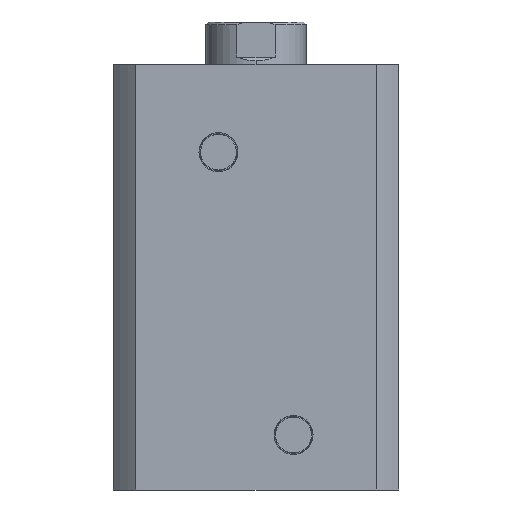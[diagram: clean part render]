
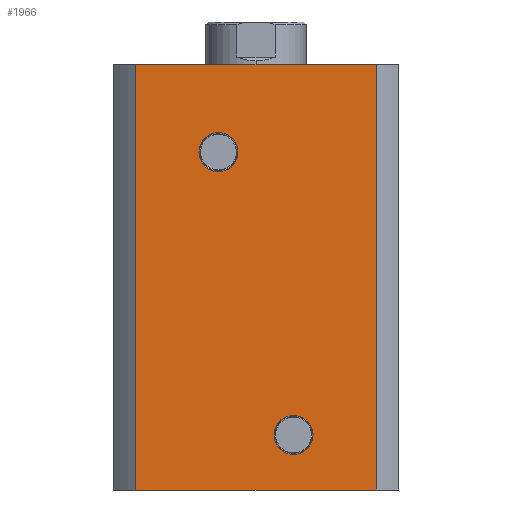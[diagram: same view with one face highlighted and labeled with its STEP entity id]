
A CAD part, left-side view. The second image highlights one B-rep face of the part: STEP entity #1966.
In plain terms, the highlighted planar face has unit normal (-1, 0, 0).
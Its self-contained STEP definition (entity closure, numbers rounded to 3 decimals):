
#269 = CIRCLE ( 'NONE', #1509, 7.797 ) ;
#281 = CIRCLE ( 'NONE', #2179, 7.797 ) ;
#500 = LINE ( 'NONE', #2506, #502 ) ;
#501 = LINE ( 'NONE', #2521, #511 ) ;
#502 = VECTOR ( 'NONE', #2500, 1000. ) ;
#503 = CIRCLE ( 'NONE', #2168, 7.797 ) ;
#504 = CIRCLE ( 'NONE', #2167, 7.797 ) ;
#505 = LINE ( 'NONE', #2515, #507 ) ;
#506 = LINE ( 'NONE', #2525, #509 ) ;
#507 = VECTOR ( 'NONE', #2516, 1000. ) ;
#509 = VECTOR ( 'NONE', #2527, 1000. ) ;
#511 = VECTOR ( 'NONE', #2528, 1000. ) ;
#712 = FACE_OUTER_BOUND ( 'NONE', #3275, .T. ) ;
#724 = FACE_BOUND ( 'NONE', #3272, .T. ) ;
#727 = FACE_BOUND ( 'NONE', #3266, .T. ) ;
#873 = DIRECTION ( 'NONE',  ( 1., 0., 0. ) ) ;
#878 = CARTESIAN_POINT ( 'NONE',  ( -57., 0., 170. ) ) ;
#880 = PLANE ( 'NONE',  #2057 ) ;
#882 = DIRECTION ( 'NONE',  ( 0., 1., 0. ) ) ;
#1103 = CARTESIAN_POINT ( 'NONE',  ( -57., 15., 127.203 ) ) ;
#1145 = CARTESIAN_POINT ( 'NONE',  ( -57., 47.971, 0. ) ) ;
#1147 = CARTESIAN_POINT ( 'NONE',  ( -57., -47.971, 0. ) ) ;
#1151 = CARTESIAN_POINT ( 'NONE',  ( -57., 15., 142.797 ) ) ;
#1161 = CARTESIAN_POINT ( 'NONE',  ( -57., -15., 14.203 ) ) ;
#1162 = CARTESIAN_POINT ( 'NONE',  ( -57., -15., 29.797 ) ) ;
#1203 = CARTESIAN_POINT ( 'NONE',  ( -57., -47.971, 170. ) ) ;
#1231 = CARTESIAN_POINT ( 'NONE',  ( -57., 47.971, 170. ) ) ;
#1370 = DIRECTION ( 'NONE',  ( 0., 0., 1. ) ) ;
#1372 = DIRECTION ( 'NONE',  ( -1., 0., 0. ) ) ;
#1373 = CARTESIAN_POINT ( 'NONE',  ( -57., -15., 22. ) ) ;
#1509 = AXIS2_PLACEMENT_3D ( 'NONE', #1373, #1372, #1370 ) ;
#1572 = EDGE_CURVE ( 'NONE', #3552, #3553, #269, .T. ) ;
#1580 = EDGE_CURVE ( 'NONE', #2958, #3542, #281, .T. ) ;
#1712 = EDGE_CURVE ( 'NONE', #3662, #3536, #500, .T. ) ;
#1714 = EDGE_CURVE ( 'NONE', #3553, #3552, #503, .T. ) ;
#1715 = EDGE_CURVE ( 'NONE', #3542, #2958, #504, .T. ) ;
#1716 = EDGE_CURVE ( 'NONE', #3536, #3538, #505, .T. ) ;
#1717 = EDGE_CURVE ( 'NONE', #3621, #3538, #506, .T. ) ;
#1718 = EDGE_CURVE ( 'NONE', #3662, #3621, #501, .T. ) ;
#1814 = DIRECTION ( 'NONE',  ( 0., 0., 1. ) ) ;
#1841 = DIRECTION ( 'NONE',  ( -1., 0., 0. ) ) ;
#1842 = CARTESIAN_POINT ( 'NONE',  ( -57., 15., 135. ) ) ;
#1966 = ADVANCED_FACE ( 'NONE', ( #724, #727, #712 ), #880, .F. ) ;
#2057 = AXIS2_PLACEMENT_3D ( 'NONE', #878, #873, #882 ) ;
#2167 = AXIS2_PLACEMENT_3D ( 'NONE', #2522, #2523, #2524 ) ;
#2168 = AXIS2_PLACEMENT_3D ( 'NONE', #2517, #2518, #2519 ) ;
#2179 = AXIS2_PLACEMENT_3D ( 'NONE', #1842, #1841, #1814 ) ;
#2500 = DIRECTION ( 'NONE',  ( 0., 0., -1. ) ) ;
#2506 = CARTESIAN_POINT ( 'NONE',  ( -57., 47.971, 170. ) ) ;
#2515 = CARTESIAN_POINT ( 'NONE',  ( -57., 0., 0. ) ) ;
#2516 = DIRECTION ( 'NONE',  ( 0., -1., 0. ) ) ;
#2517 = CARTESIAN_POINT ( 'NONE',  ( -57., -15., 22. ) ) ;
#2518 = DIRECTION ( 'NONE',  ( -1., 0., 0. ) ) ;
#2519 = DIRECTION ( 'NONE',  ( 0., 0., 1. ) ) ;
#2521 = CARTESIAN_POINT ( 'NONE',  ( -57., 0., 170. ) ) ;
#2522 = CARTESIAN_POINT ( 'NONE',  ( -57., 15., 135. ) ) ;
#2523 = DIRECTION ( 'NONE',  ( -1., 0., 0. ) ) ;
#2524 = DIRECTION ( 'NONE',  ( 0., 0., 1. ) ) ;
#2525 = CARTESIAN_POINT ( 'NONE',  ( -57., -47.971, 170. ) ) ;
#2527 = DIRECTION ( 'NONE',  ( 0., 0., -1. ) ) ;
#2528 = DIRECTION ( 'NONE',  ( 0., -1., 0. ) ) ;
#2930 = ORIENTED_EDGE ( 'NONE', *, *, #1714, .F. ) ;
#2931 = ORIENTED_EDGE ( 'NONE', *, *, #1572, .F. ) ;
#2932 = ORIENTED_EDGE ( 'NONE', *, *, #1715, .F. ) ;
#2933 = ORIENTED_EDGE ( 'NONE', *, *, #1580, .F. ) ;
#2934 = ORIENTED_EDGE ( 'NONE', *, *, #1716, .T. ) ;
#2935 = ORIENTED_EDGE ( 'NONE', *, *, #1717, .F. ) ;
#2936 = ORIENTED_EDGE ( 'NONE', *, *, #1718, .F. ) ;
#2937 = ORIENTED_EDGE ( 'NONE', *, *, #1712, .T. ) ;
#2958 = VERTEX_POINT ( 'NONE', #1103 ) ;
#3266 = EDGE_LOOP ( 'NONE', ( #2932, #2933 ) ) ;
#3272 = EDGE_LOOP ( 'NONE', ( #2930, #2931 ) ) ;
#3275 = EDGE_LOOP ( 'NONE', ( #2934, #2935, #2936, #2937 ) ) ;
#3536 = VERTEX_POINT ( 'NONE', #1145 ) ;
#3538 = VERTEX_POINT ( 'NONE', #1147 ) ;
#3542 = VERTEX_POINT ( 'NONE', #1151 ) ;
#3552 = VERTEX_POINT ( 'NONE', #1161 ) ;
#3553 = VERTEX_POINT ( 'NONE', #1162 ) ;
#3621 = VERTEX_POINT ( 'NONE', #1203 ) ;
#3662 = VERTEX_POINT ( 'NONE', #1231 ) ;
